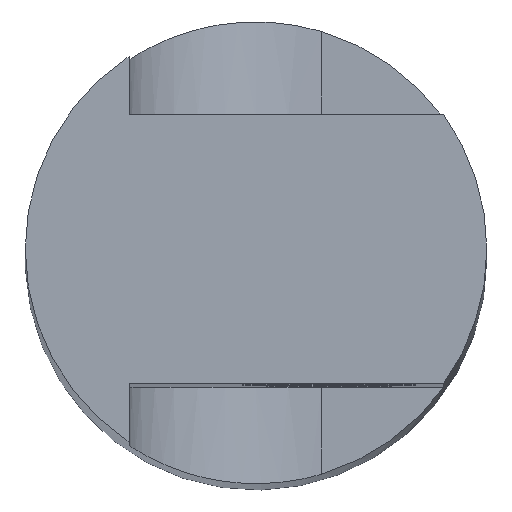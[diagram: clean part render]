
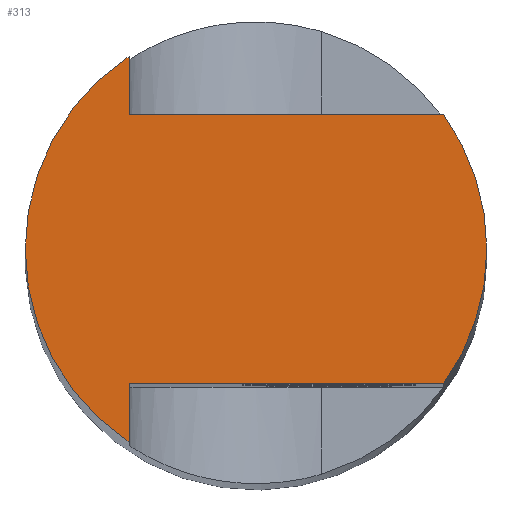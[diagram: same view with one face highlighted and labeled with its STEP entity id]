
A CAD part, top view. The second image highlights one B-rep face of the part: STEP entity #313.
In plain terms, the highlighted planar face has unit normal (0, 0, 1).
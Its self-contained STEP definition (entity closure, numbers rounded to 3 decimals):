
#41=PLANE('',#351);
#58=FACE_OUTER_BOUND('',#94,.T.);
#94=EDGE_LOOP('',(#282,#283,#284,#285,#286,#287));
#100=LINE('',#467,#116);
#106=LINE('',#527,#122);
#109=LINE('',#532,#125);
#112=LINE('',#538,#128);
#116=VECTOR('',#363,1.511);
#122=VECTOR('',#415,8.173);
#125=VECTOR('',#420,1.511);
#128=VECTOR('',#425,8.173);
#146=CIRCLE('',#348,6.);
#147=CIRCLE('',#349,6.);
#152=VERTEX_POINT('',#464);
#153=VERTEX_POINT('',#466);
#171=VERTEX_POINT('',#524);
#172=VERTEX_POINT('',#526);
#173=VERTEX_POINT('',#530);
#175=VERTEX_POINT('',#536);
#182=EDGE_CURVE('',#153,#152,#100,.T.);
#203=EDGE_CURVE('',#172,#171,#106,.T.);
#206=EDGE_CURVE('',#171,#173,#109,.T.);
#209=EDGE_CURVE('',#152,#175,#112,.T.);
#212=EDGE_CURVE('',#175,#172,#146,.T.);
#213=EDGE_CURVE('',#173,#153,#147,.T.);
#282=ORIENTED_EDGE('',*,*,#206,.T.);
#283=ORIENTED_EDGE('',*,*,#213,.T.);
#284=ORIENTED_EDGE('',*,*,#182,.T.);
#285=ORIENTED_EDGE('',*,*,#209,.T.);
#286=ORIENTED_EDGE('',*,*,#212,.T.);
#287=ORIENTED_EDGE('',*,*,#203,.T.);
#313=ADVANCED_FACE('',(#58),#41,.T.);
#348=AXIS2_PLACEMENT_3D('',#544,#434,#435);
#349=AXIS2_PLACEMENT_3D('',#545,#436,#437);
#351=AXIS2_PLACEMENT_3D('',#547,#440,#441);
#363=DIRECTION('',(0.,1.,0.));
#415=DIRECTION('',(-1.,0.,0.));
#420=DIRECTION('',(0.,1.,0.));
#425=DIRECTION('',(1.,0.,0.));
#434=DIRECTION('center_axis',(0.,0.,1.));
#435=DIRECTION('ref_axis',(-1.,0.,0.));
#436=DIRECTION('center_axis',(0.,0.,1.));
#437=DIRECTION('ref_axis',(-1.,0.,0.));
#440=DIRECTION('center_axis',(0.,0.,1.));
#441=DIRECTION('ref_axis',(1.,0.,0.));
#464=CARTESIAN_POINT('',(-3.3,-3.5,150.));
#466=CARTESIAN_POINT('',(-3.3,-5.011,150.));
#467=CARTESIAN_POINT('',(-3.3,-2.505,150.));
#524=CARTESIAN_POINT('',(-3.3,3.5,150.));
#526=CARTESIAN_POINT('',(4.873,3.5,150.));
#527=CARTESIAN_POINT('',(2.437,3.5,150.));
#530=CARTESIAN_POINT('',(-3.3,5.011,150.));
#532=CARTESIAN_POINT('',(-3.3,1.75,150.));
#536=CARTESIAN_POINT('',(4.873,-3.5,150.));
#538=CARTESIAN_POINT('',(-1.65,-3.5,150.));
#544=CARTESIAN_POINT('Origin',(0.,0.,150.));
#545=CARTESIAN_POINT('Origin',(0.,0.,150.));
#547=CARTESIAN_POINT('Origin',(0.,0.,
150.));
